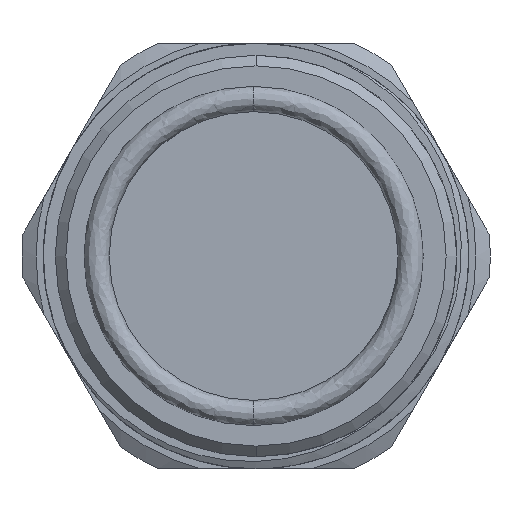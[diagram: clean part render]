
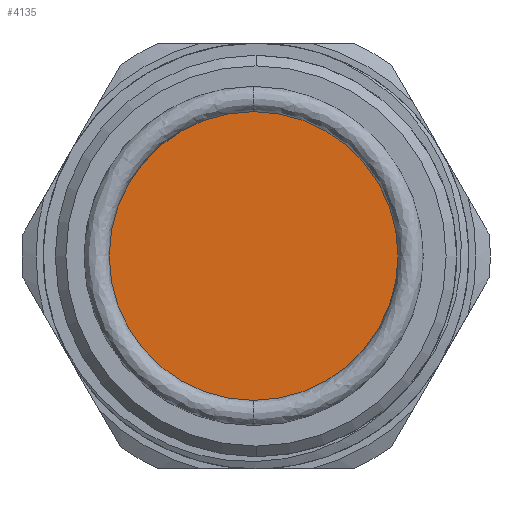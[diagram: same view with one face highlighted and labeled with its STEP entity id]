
A CAD part, front view. The second image highlights one B-rep face of the part: STEP entity #4135.
In plain terms, the highlighted planar face has unit normal (0, -1, 0).
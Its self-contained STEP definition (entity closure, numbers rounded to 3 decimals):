
#243 = AXIS2_PLACEMENT_3D ( 'NONE', #1929, #4426, #2285 ) ;
#249 = DIRECTION ( 'NONE',  ( 0., -1., 0. ) ) ;
#622 = PLANE ( 'NONE',  #706 ) ;
#706 = AXIS2_PLACEMENT_3D ( 'NONE', #2377, #249, #971 ) ;
#956 = CARTESIAN_POINT ( 'NONE',  ( 0., 26.36, 11.7 ) ) ;
#971 = DIRECTION ( 'NONE',  ( 0., 0., -1. ) ) ;
#1215 = EDGE_CURVE ( 'NONE', #2278, #1529, #3807, .T. ) ;
#1369 = ORIENTED_EDGE ( 'NONE', *, *, #2621, .T. ) ;
#1529 = VERTEX_POINT ( 'NONE', #956 ) ;
#1610 = DIRECTION ( 'NONE',  ( 0., -1., 0. ) ) ;
#1794 = CIRCLE ( 'NONE', #243, 11.7 ) ;
#1929 = CARTESIAN_POINT ( 'NONE',  ( 0., 26.36, 0. ) ) ;
#2200 = FACE_OUTER_BOUND ( 'NONE', #4396, .T. ) ;
#2278 = VERTEX_POINT ( 'NONE', #4266 ) ;
#2285 = DIRECTION ( 'NONE',  ( 0., 0., -1. ) ) ;
#2317 = CARTESIAN_POINT ( 'NONE',  ( 0., 26.36, 0. ) ) ;
#2377 = CARTESIAN_POINT ( 'NONE',  ( 0., 26.36, 0. ) ) ;
#2621 = EDGE_CURVE ( 'NONE', #1529, #2278, #1794, .T. ) ;
#2969 = ORIENTED_EDGE ( 'NONE', *, *, #1215, .T. ) ;
#3807 = CIRCLE ( 'NONE', #4338, 11.7 ) ;
#4135 = ADVANCED_FACE ( 'NONE', ( #2200 ), #622, .T. ) ;
#4266 = CARTESIAN_POINT ( 'NONE',  ( 0., 26.36, -11.7 ) ) ;
#4338 = AXIS2_PLACEMENT_3D ( 'NONE', #2317, #1610, #4458 ) ;
#4396 = EDGE_LOOP ( 'NONE', ( #2969, #1369 ) ) ;
#4426 = DIRECTION ( 'NONE',  ( 0., -1., 0. ) ) ;
#4458 = DIRECTION ( 'NONE',  ( 0., 0., -1. ) ) ;
